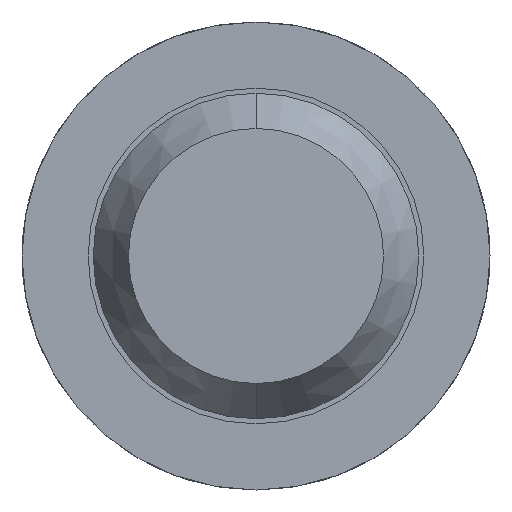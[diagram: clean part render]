
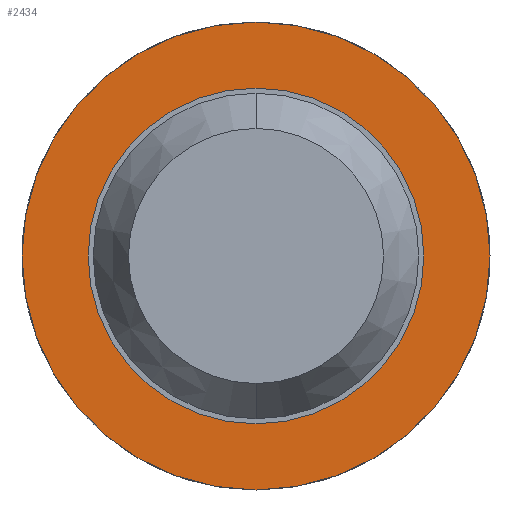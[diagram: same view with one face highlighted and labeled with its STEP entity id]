
A CAD part, front view. The second image highlights one B-rep face of the part: STEP entity #2434.
In plain terms, the highlighted planar face has unit normal (0, -1, 0).
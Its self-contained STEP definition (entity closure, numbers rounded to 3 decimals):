
#69 = ORIENTED_EDGE ( 'NONE', *, *, #970, .T. ) ;
#207 = VERTEX_POINT ( 'NONE', #2079 ) ;
#276 = PLANE ( 'NONE',  #3343 ) ;
#287 = CARTESIAN_POINT ( 'NONE',  ( 0.825, -1.7, 0. ) ) ;
#403 = VERTEX_POINT ( 'NONE', #474 ) ;
#418 = DIRECTION ( 'NONE',  ( 0., 0., 1. ) ) ;
#474 = CARTESIAN_POINT ( 'NONE',  ( 0., -1.7, 1.15 ) ) ;
#570 = FACE_BOUND ( 'NONE', #3173, .T. ) ;
#812 = DIRECTION ( 'NONE',  ( 0., 1., 0. ) ) ;
#860 = CIRCLE ( 'NONE', #2775, 1.15 ) ;
#907 = DIRECTION ( 'NONE',  ( 0., 1., 0. ) ) ;
#970 = EDGE_CURVE ( 'Defeature ausgef�hrt2_7+Defeature ausgef�hrt2_6+Defeature ausgef�hrt2_6+Defeature ausgef�hrt2_6', #207, #1660, #3395, .T. ) ;
#1338 = ORIENTED_EDGE ( 'NONE', *, *, #1745, .T. ) ;
#1405 = DIRECTION ( 'NONE',  ( 0., 1., 0. ) ) ;
#1660 = VERTEX_POINT ( 'NONE', #2932 ) ;
#1684 = CIRCLE ( 'NONE', #2953, 0.825 ) ;
#1721 = CARTESIAN_POINT ( 'NONE',  ( 0., -1.7, -1.15 ) ) ;
#1745 = EDGE_CURVE ( 'Defeature ausgef�hrt2_7+Defeature ausgef�hrt2_6+Defeature ausgef�hrt2_6+Defeature ausgef�hrt2_6', #1660, #207, #1684, .T. ) ;
#1828 = EDGE_CURVE ( 'Defeature ausgef�hrt2_0+Defeature ausgef�hrt2_7+Defeature ausgef�hrt2_7+Defeature ausgef�hrt2_7', #403, #2799, #860, .T. ) ;
#1961 = DIRECTION ( 'NONE',  ( 0., 1., 0. ) ) ;
#1978 = AXIS2_PLACEMENT_3D ( 'NONE', #3430, #3753, #3409 ) ;
#2079 = CARTESIAN_POINT ( 'NONE',  ( 0., -1.7, -0.825 ) ) ;
#2335 = CARTESIAN_POINT ( 'NONE',  ( 0., -1.7, 0. ) ) ;
#2350 = ORIENTED_EDGE ( 'NONE', *, *, #1828, .F. ) ;
#2434 = ADVANCED_FACE ( 'Defeature ausgef�hrt2_7', ( #2583, #570 ), #276, .F. ) ;
#2583 = FACE_OUTER_BOUND ( 'NONE', #3656, .T. ) ;
#2616 = CARTESIAN_POINT ( 'NONE',  ( 0., -1.7, 0. ) ) ;
#2649 = DIRECTION ( 'NONE',  ( 0., 0., 1. ) ) ;
#2676 = CARTESIAN_POINT ( 'NONE',  ( 0., -1.7, 0. ) ) ;
#2775 = AXIS2_PLACEMENT_3D ( 'NONE', #2335, #812, #3892 ) ;
#2790 = ORIENTED_EDGE ( 'NONE', *, *, #3210, .F. ) ;
#2799 = VERTEX_POINT ( 'NONE', #1721 ) ;
#2932 = CARTESIAN_POINT ( 'NONE',  ( 0., -1.7, 0.825 ) ) ;
#2953 = AXIS2_PLACEMENT_3D ( 'NONE', #2676, #1405, #2649 ) ;
#2964 = AXIS2_PLACEMENT_3D ( 'NONE', #2616, #1961, #418 ) ;
#3173 = EDGE_LOOP ( 'NONE', ( #1338, #69 ) ) ;
#3210 = EDGE_CURVE ( 'Defeature ausgef�hrt2_0+Defeature ausgef�hrt2_7+Defeature ausgef�hrt2_7+Defeature ausgef�hrt2_7', #2799, #403, #3906, .T. ) ;
#3343 = AXIS2_PLACEMENT_3D ( 'NONE', #287, #907, #3673 ) ;
#3395 = CIRCLE ( 'NONE', #1978, 0.825 ) ;
#3409 = DIRECTION ( 'NONE',  ( 0., 0., 1. ) ) ;
#3430 = CARTESIAN_POINT ( 'NONE',  ( 0., -1.7, 0. ) ) ;
#3656 = EDGE_LOOP ( 'NONE', ( #2350, #2790 ) ) ;
#3673 = DIRECTION ( 'NONE',  ( 0., 0., 1. ) ) ;
#3753 = DIRECTION ( 'NONE',  ( 0., 1., 0. ) ) ;
#3892 = DIRECTION ( 'NONE',  ( 0., 0., 1. ) ) ;
#3906 = CIRCLE ( 'NONE', #2964, 1.15 ) ;
